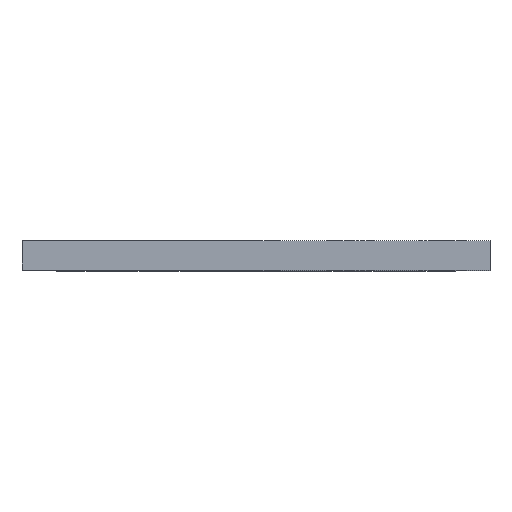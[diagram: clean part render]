
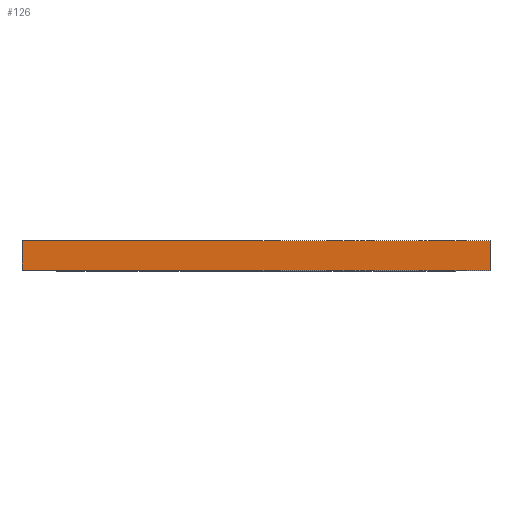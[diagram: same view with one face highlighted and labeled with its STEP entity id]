
A CAD part, top view. The second image highlights one B-rep face of the part: STEP entity #126.
In plain terms, the highlighted planar face has unit normal (0, 0, 1).
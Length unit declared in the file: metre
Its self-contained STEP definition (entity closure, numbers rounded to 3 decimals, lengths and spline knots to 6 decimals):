
#126 = ADVANCED_FACE( 'NONE', ( #293 ), #294, .T. );
#293 = FACE_OUTER_BOUND( '', #466, .T. );
#294 = PLANE( '', #467 );
#466 = EDGE_LOOP( '', ( #811, #812, #813, #814 ) );
#467 = AXIS2_PLACEMENT_3D( '', #815, #816, #817 );
#811 = ORIENTED_EDGE( '', *, *, #944, .F. );
#812 = ORIENTED_EDGE( '', *, *, #1071, .F. );
#813 = ORIENTED_EDGE( '', *, *, #1037, .T. );
#814 = ORIENTED_EDGE( '', *, *, #1016, .T. );
#815 = CARTESIAN_POINT( '', ( 0., -0.00125, 0.036 ) );
#816 = DIRECTION( '', ( 0., 0., 1. ) );
#817 = DIRECTION( '', ( 1., 0., 0. ) );
#944 = EDGE_CURVE( 'NONE', #1119, #1121, #1122, .T. );
#1016 = EDGE_CURVE( 'NONE', #1241, #1121, #1242, .T. );
#1037 = EDGE_CURVE( 'NONE', #1272, #1241, #1273, .T. );
#1071 = EDGE_CURVE( 'NONE', #1272, #1119, #1319, .T. );
#1119 = VERTEX_POINT( 'NONE', #1373 );
#1121 = VERTEX_POINT( 'NONE', #1376 );
#1122 = LINE( '', #1377, #1378 );
#1241 = VERTEX_POINT( 'NONE', #1531 );
#1242 = LINE( '', #1532, #1533 );
#1272 = VERTEX_POINT( 'NONE', #1573 );
#1273 = LINE( '', #1574, #1575 );
#1319 = LINE( '', #1634, #1635 );
#1373 = CARTESIAN_POINT( '', ( -0.02, 0.00125, 0.036 ) );
#1376 = CARTESIAN_POINT( '', ( 0.02, 0.00125, 0.036 ) );
#1377 = CARTESIAN_POINT( '', ( 0., 0.00125, 0.036 ) );
#1378 = VECTOR( '', #1684, 1. );
#1531 = CARTESIAN_POINT( '', ( 0.02, -0.00125, 0.036 ) );
#1532 = CARTESIAN_POINT( '', ( 0.02, -0.00125, 0.036 ) );
#1533 = VECTOR( '', #1794, 1. );
#1573 = CARTESIAN_POINT( '', ( -0.02, -0.00125, 0.036 ) );
#1574 = CARTESIAN_POINT( '', ( 0., -0.00125, 0.036 ) );
#1575 = VECTOR( '', #1817, 1. );
#1634 = CARTESIAN_POINT( '', ( -0.02, -0.00125, 0.036 ) );
#1635 = VECTOR( '', #1867, 1. );
#1684 = DIRECTION( '', ( 1., 0., 0. ) );
#1794 = DIRECTION( '', ( 0., 1., 0. ) );
#1817 = DIRECTION( '', ( 1., 0., 0. ) );
#1867 = DIRECTION( '', ( 0., 1., 0. ) );
